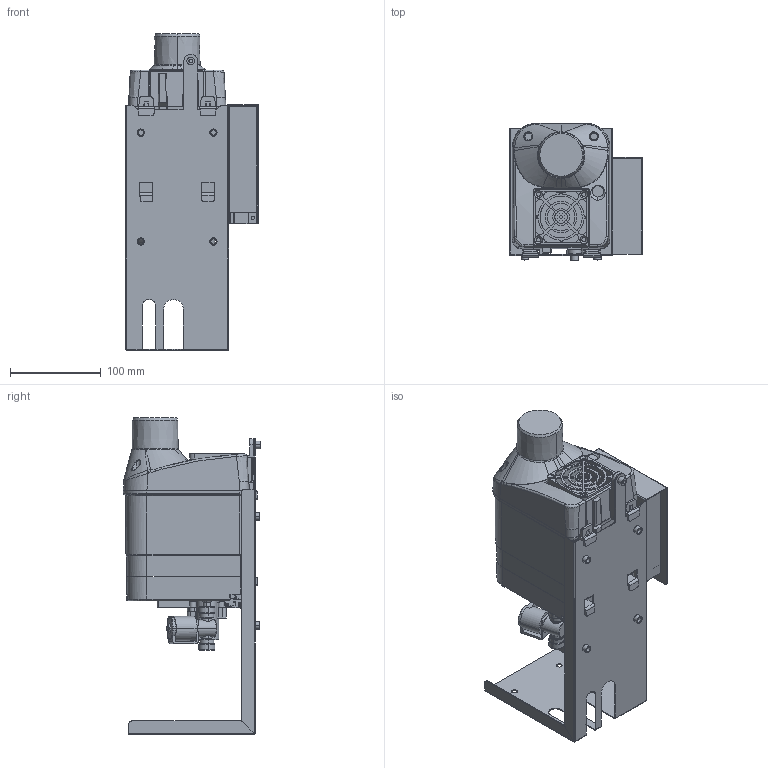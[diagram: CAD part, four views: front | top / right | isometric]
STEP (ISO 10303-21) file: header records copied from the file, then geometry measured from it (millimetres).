
FILE_DESCRIPTION((''),'2;1');
FILE_NAME('COVER_4_VENT_ARRETR','2024-02-13T',('mcortina'),(''),'CREO PARAMETRIC BY PTC INC, 2016050','CREO PARAMETRIC BY PTC INC, 2016050','');
FILE_SCHEMA(('AUTOMOTIVE_DESIGN { 1 0 10303 214 1 1 1 1 }'));
Products named in the file (1): COVER_4_VENT_ARRETR
Bounding box: 146.2 x 151.3 x 349.1 mm (x, y, z)
Volume: 2561324.8 mm3; surface area: 421167.8 mm2
Topology: 5 solids, 15 shells, 2663 faces, 7233 edges, 4683 vertices
Faces by surface type: plane 1671, cylinder 740, bspline 131, cone 60, torus 57, sphere 4
Entity records: 93228 total; most frequent: CARTESIAN_POINT 26058, ORIENTED_EDGE 14466, DIRECTION 13270, EDGE_CURVE 7233, VECTOR 4972, LINE 4972, VERTEX_POINT 4683, AXIS2_PLACEMENT_3D 4149
